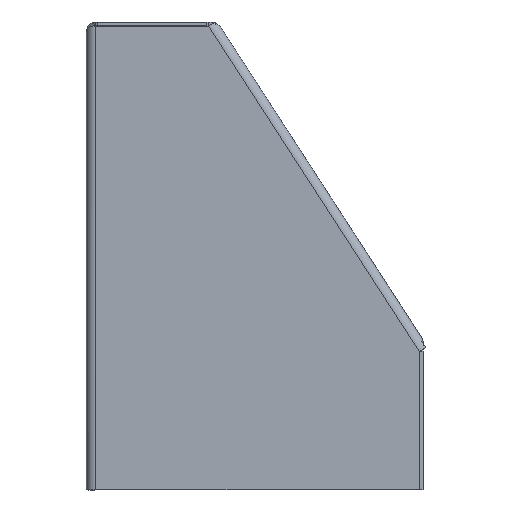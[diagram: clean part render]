
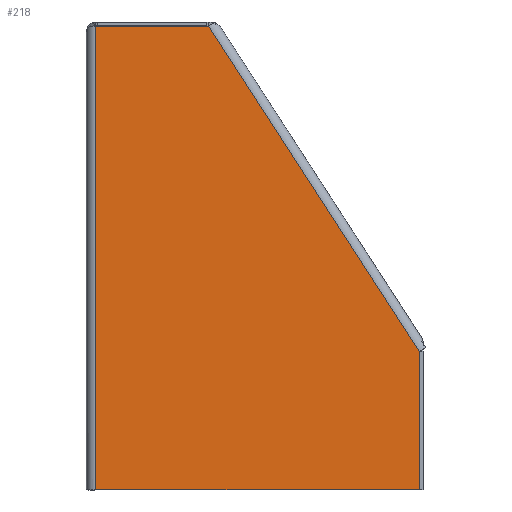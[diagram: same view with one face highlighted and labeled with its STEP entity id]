
A CAD part, front view. The second image highlights one B-rep face of the part: STEP entity #218.
In plain terms, the highlighted planar face has unit normal (0, -1, 0).
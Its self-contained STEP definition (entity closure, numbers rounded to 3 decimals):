
#218 = ADVANCED_FACE( '', ( #467 ), #468, .F. );
#467 = FACE_OUTER_BOUND( '', #853, .T. );
#468 = PLANE( '', #854 );
#853 = EDGE_LOOP( '', ( #1481, #1482, #1483, #1484, #1485, #1486 ) );
#854 = AXIS2_PLACEMENT_3D( '', #1487, #1488, #1489 );
#1481 = ORIENTED_EDGE( '', *, *, #2033, .F. );
#1482 = ORIENTED_EDGE( '', *, *, #2034, .F. );
#1483 = ORIENTED_EDGE( '', *, *, #2035, .F. );
#1484 = ORIENTED_EDGE( '', *, *, #1946, .F. );
#1485 = ORIENTED_EDGE( '', *, *, #1966, .F. );
#1486 = ORIENTED_EDGE( '', *, *, #1833, .T. );
#1487 = CARTESIAN_POINT( '', ( 0., -100., 0. ) );
#1488 = DIRECTION( '', ( 0., 1., 0. ) );
#1489 = DIRECTION( '', ( 0., 0., 1. ) );
#1833 = EDGE_CURVE( '', #2170, #2168, #2171, .T. );
#1946 = EDGE_CURVE( '', #2349, #2345, #2351, .T. );
#1966 = EDGE_CURVE( '', #2170, #2349, #2378, .F. );
#2033 = EDGE_CURVE( '', #2463, #2168, #2464, .F. );
#2034 = EDGE_CURVE( '', #2465, #2463, #2466, .F. );
#2035 = EDGE_CURVE( '', #2345, #2465, #2467, .T. );
#2168 = VERTEX_POINT( '', #2680 );
#2170 = VERTEX_POINT( '', #2682 );
#2171 = LINE( '', #2683, #2684 );
#2345 = VERTEX_POINT( '', #2942 );
#2349 = VERTEX_POINT( '', #2948 );
#2351 = LINE( '', #2951, #2952 );
#2378 = LINE( '', #3004, #3005 );
#2463 = VERTEX_POINT( '', #3171 );
#2464 = LINE( '', #3172, #3173 );
#2465 = VERTEX_POINT( '', #3174 );
#2466 = LINE( '', #3175, #3176 );
#2467 = LINE( '', #3177, #3178 );
#2680 = CARTESIAN_POINT( '', ( 65.393, -100., 247.916 ) );
#2682 = CARTESIAN_POINT( '', ( 177.946, -100., 73.971 ) );
#2683 = CARTESIAN_POINT( '', ( 67.28, -100., 245. ) );
#2684 = VECTOR( '', #3362, 1000. );
#2942 = CARTESIAN_POINT( '', ( 177.98, -100., 0. ) );
#2948 = CARTESIAN_POINT( '', ( 177.946, -100., 0.053 ) );
#2951 = CARTESIAN_POINT( '', ( 177.98, -100., 0. ) );
#2952 = VECTOR( '', #3498, 1000. );
#3004 = CARTESIAN_POINT( '', ( 177.946, -100., 0. ) );
#3005 = VECTOR( '', #3521, 1000. );
#3171 = CARTESIAN_POINT( '', ( 5., -100., 247.916 ) );
#3172 = CARTESIAN_POINT( '', ( 0., -100., 247.916 ) );
#3173 = VECTOR( '', #3579, 1000. );
#3174 = CARTESIAN_POINT( '', ( 5., -100., 0. ) );
#3175 = CARTESIAN_POINT( '', ( 5., -100., 247.96 ) );
#3176 = VECTOR( '', #3580, 1000. );
#3177 = CARTESIAN_POINT( '', ( 0., -100., 0. ) );
#3178 = VECTOR( '', #3581, 1000. );
#3362 = DIRECTION( '', ( -0.543, 0., 0.84 ) );
#3498 = DIRECTION( '', ( 0.543, 0., -0.84 ) );
#3521 = DIRECTION( '', ( 0., 0., 1. ) );
#3579 = DIRECTION( '', ( -1., 0., 0. ) );
#3580 = DIRECTION( '', ( 0., 0., -1. ) );
#3581 = DIRECTION( '', ( -1., 0., 0. ) );
